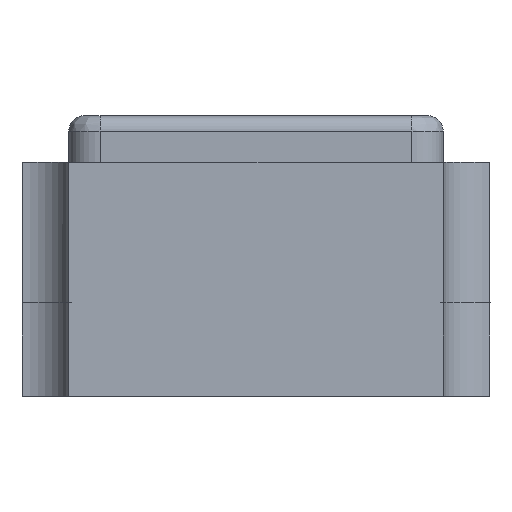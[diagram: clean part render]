
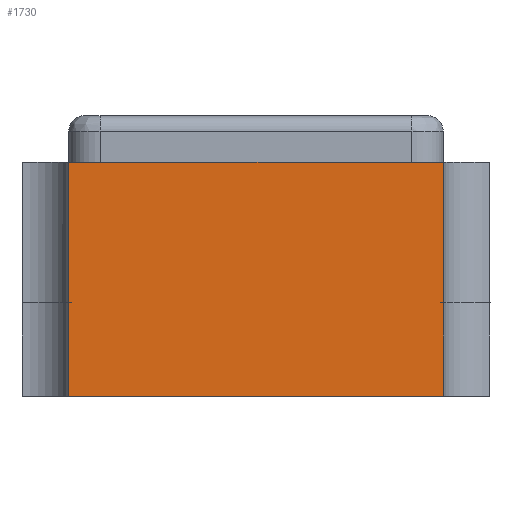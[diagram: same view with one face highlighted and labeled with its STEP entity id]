
A CAD part, left-side view. The second image highlights one B-rep face of the part: STEP entity #1730.
In plain terms, the highlighted planar face has unit normal (-1, 0, 0).
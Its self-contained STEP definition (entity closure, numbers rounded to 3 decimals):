
#121 = CARTESIAN_POINT ( 'NONE',  ( 0., 0.15, 0. ) ) ;
#275 = DIRECTION ( 'NONE',  ( 0., 0., -1. ) ) ;
#537 = VECTOR ( 'NONE', #3353, 1000. ) ;
#664 = DIRECTION ( 'NONE',  ( 0., 0., -1. ) ) ;
#705 = EDGE_CURVE ( 'NONE', #1802, #2911, #1993, .T. ) ;
#776 = VERTEX_POINT ( 'NONE', #121 ) ;
#1031 = CARTESIAN_POINT ( 'NONE',  ( 0., 1.35, 0.75 ) ) ;
#1150 = CARTESIAN_POINT ( 'NONE',  ( 0., 1.5, 0. ) ) ;
#1156 = CARTESIAN_POINT ( 'NONE',  ( 0., 1.5, 0.75 ) ) ;
#1227 = EDGE_LOOP ( 'NONE', ( #2805, #2442, #3497, #1759, #2453 ) ) ;
#1294 = FACE_OUTER_BOUND ( 'NONE', #1227, .T. ) ;
#1436 = CARTESIAN_POINT ( 'NONE',  ( 0., 0.15, 0. ) ) ;
#1479 = CARTESIAN_POINT ( 'NONE',  ( 0., 1.5, 0. ) ) ;
#1587 = EDGE_CURVE ( 'NONE', #1813, #776, #3056, .T. ) ;
#1685 = DIRECTION ( 'NONE',  ( 0., 1., 0. ) ) ;
#1704 = DIRECTION ( 'NONE',  ( 0., 0., -1. ) ) ;
#1730 = ADVANCED_FACE ( 'NONE', ( #1294 ), #3134, .F. ) ;
#1757 = LINE ( 'NONE', #3029, #3318 ) ;
#1759 = ORIENTED_EDGE ( 'NONE', *, *, #705, .T. ) ;
#1761 = AXIS2_PLACEMENT_3D ( 'NONE', #1479, #2600, #664 ) ;
#1802 = VERTEX_POINT ( 'NONE', #2325 ) ;
#1813 = VERTEX_POINT ( 'NONE', #2914 ) ;
#1993 = LINE ( 'NONE', #1156, #537 ) ;
#2076 = LINE ( 'NONE', #1436, #2996 ) ;
#2108 = DIRECTION ( 'NONE',  ( 0., 0., -1. ) ) ;
#2304 = VECTOR ( 'NONE', #2108, 1000. ) ;
#2325 = CARTESIAN_POINT ( 'NONE',  ( 0., 0.15, 0.75 ) ) ;
#2442 = ORIENTED_EDGE ( 'NONE', *, *, #1587, .F. ) ;
#2453 = ORIENTED_EDGE ( 'NONE', *, *, #2559, .T. ) ;
#2559 = EDGE_CURVE ( 'NONE', #2911, #3020, #1757, .T. ) ;
#2600 = DIRECTION ( 'NONE',  ( 1., 0., 0. ) ) ;
#2681 = EDGE_CURVE ( 'NONE', #776, #3020, #3144, .T. ) ;
#2805 = ORIENTED_EDGE ( 'NONE', *, *, #2681, .F. ) ;
#2911 = VERTEX_POINT ( 'NONE', #1031 ) ;
#2914 = CARTESIAN_POINT ( 'NONE',  ( 0., 0.15, 0.3 ) ) ;
#2996 = VECTOR ( 'NONE', #1704, 1000. ) ;
#3020 = VERTEX_POINT ( 'NONE', #3061 ) ;
#3029 = CARTESIAN_POINT ( 'NONE',  ( 0., 1.35, -0.5 ) ) ;
#3042 = VECTOR ( 'NONE', #1685, 1000. ) ;
#3056 = LINE ( 'NONE', #3505, #2304 ) ;
#3061 = CARTESIAN_POINT ( 'NONE',  ( 0., 1.35, 0. ) ) ;
#3125 = EDGE_CURVE ( 'NONE', #1802, #1813, #2076, .T. ) ;
#3134 = PLANE ( 'NONE',  #1761 ) ;
#3144 = LINE ( 'NONE', #1150, #3042 ) ;
#3318 = VECTOR ( 'NONE', #275, 1000. ) ;
#3353 = DIRECTION ( 'NONE',  ( 0., 1., 0. ) ) ;
#3497 = ORIENTED_EDGE ( 'NONE', *, *, #3125, .F. ) ;
#3505 = CARTESIAN_POINT ( 'NONE',  ( 0., 0.15, 0. ) ) ;
